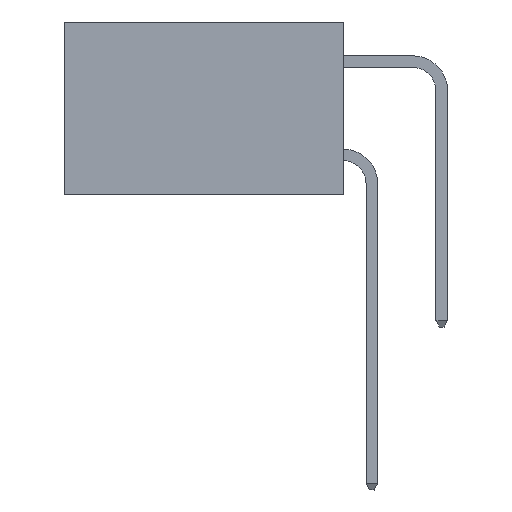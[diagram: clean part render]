
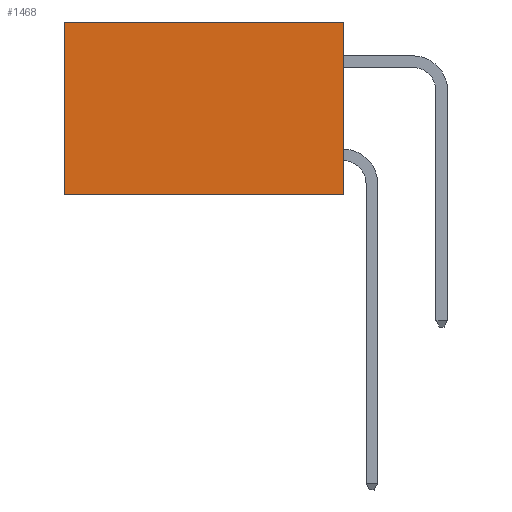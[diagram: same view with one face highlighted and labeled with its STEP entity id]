
A CAD part, left-side view. The second image highlights one B-rep face of the part: STEP entity #1468.
In plain terms, the highlighted planar face has unit normal (-1, 0, 0).
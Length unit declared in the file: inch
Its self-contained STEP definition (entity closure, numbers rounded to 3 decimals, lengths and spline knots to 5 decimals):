
#1020 = ORIENTED_EDGE ( 'NONE', *, *, #26712, .F. ) ;
#1468 = ADVANCED_FACE ( 'NONE', ( #19010 ), #22377, .F. ) ;
#2198 = CARTESIAN_POINT ( 'NONE',  ( 0.298, 0.6, -0.37 ) ) ;
#2242 = LINE ( 'NONE', #22143, #23701 ) ;
#2840 = CARTESIAN_POINT ( 'NONE',  ( 0.298, 0., 0. ) ) ;
#2853 = ORIENTED_EDGE ( 'NONE', *, *, #20260, .T. ) ;
#3551 = VERTEX_POINT ( 'NONE', #8901 ) ;
#4807 = DIRECTION ( 'NONE',  ( 0., 1., 0. ) ) ;
#4941 = VERTEX_POINT ( 'NONE', #10198 ) ;
#5422 = VERTEX_POINT ( 'NONE', #2198 ) ;
#5659 = AXIS2_PLACEMENT_3D ( 'NONE', #22584, #22293, #22203 ) ;
#7560 = DIRECTION ( 'NONE',  ( 0., 0., -1. ) ) ;
#8306 = ORIENTED_EDGE ( 'NONE', *, *, #17529, .F. ) ;
#8712 = EDGE_LOOP ( 'NONE', ( #21517, #8306, #1020, #2853 ) ) ;
#8901 = CARTESIAN_POINT ( 'NONE',  ( 0.298, 0., -0.37 ) ) ;
#10198 = CARTESIAN_POINT ( 'NONE',  ( 0.298, 0., 0. ) ) ;
#11870 = CARTESIAN_POINT ( 'NONE',  ( 0.298, 0.6, 0. ) ) ;
#12442 = LINE ( 'NONE', #2840, #23139 ) ;
#12648 = VECTOR ( 'NONE', #7560, 39.37008 ) ;
#13332 = LINE ( 'NONE', #22601, #12648 ) ;
#13601 = DIRECTION ( 'NONE',  ( 0., 1., 0. ) ) ;
#13650 = DIRECTION ( 'NONE',  ( 0., 0., -1. ) ) ;
#14833 = VECTOR ( 'NONE', #4807, 39.37008 ) ;
#15157 = CARTESIAN_POINT ( 'NONE',  ( 0.298, 0., -0.37 ) ) ;
#17529 = EDGE_CURVE ( 'NONE', #3551, #5422, #26697, .T. ) ;
#19010 = FACE_OUTER_BOUND ( 'NONE', #8712, .T. ) ;
#20260 = EDGE_CURVE ( 'NONE', #4941, #25031, #2242, .T. ) ;
#21517 = ORIENTED_EDGE ( 'NONE', *, *, #25604, .T. ) ;
#22143 = CARTESIAN_POINT ( 'NONE',  ( 0.298, 0., 0. ) ) ;
#22203 = DIRECTION ( 'NONE',  ( 0., 0., -1. ) ) ;
#22293 = DIRECTION ( 'NONE',  ( 1., 0., 0. ) ) ;
#22377 = PLANE ( 'NONE',  #5659 ) ;
#22584 = CARTESIAN_POINT ( 'NONE',  ( 0.298, 0., 0. ) ) ;
#22601 = CARTESIAN_POINT ( 'NONE',  ( 0.298, 0.6, 0. ) ) ;
#23139 = VECTOR ( 'NONE', #13650, 39.37008 ) ;
#23701 = VECTOR ( 'NONE', #13601, 39.37008 ) ;
#25031 = VERTEX_POINT ( 'NONE', #11870 ) ;
#25604 = EDGE_CURVE ( 'NONE', #25031, #5422, #13332, .T. ) ;
#26697 = LINE ( 'NONE', #15157, #14833 ) ;
#26712 = EDGE_CURVE ( 'NONE', #4941, #3551, #12442, .T. ) ;
